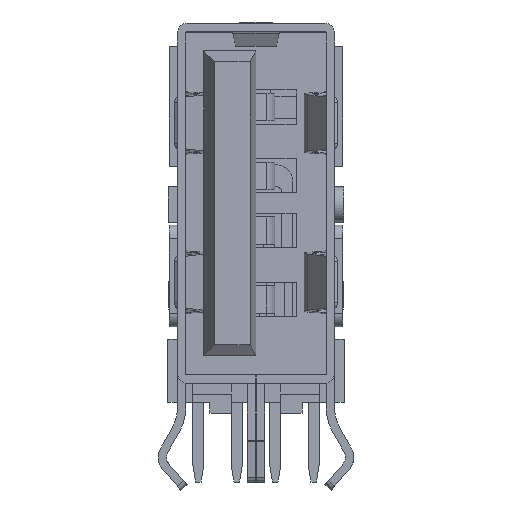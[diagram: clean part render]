
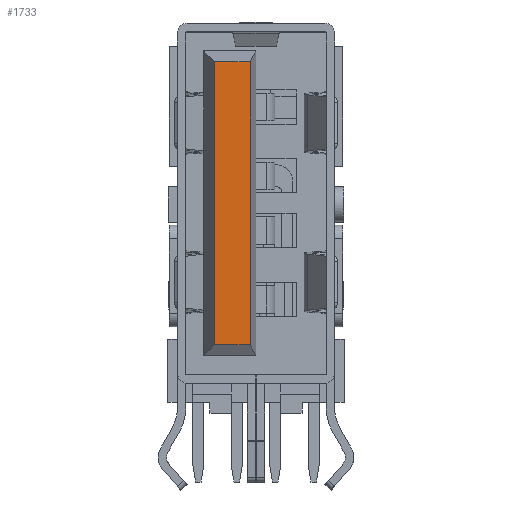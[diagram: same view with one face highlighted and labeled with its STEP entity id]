
A CAD part, front view. The second image highlights one B-rep face of the part: STEP entity #1733.
In plain terms, the highlighted planar face has unit normal (0, -1, 0).
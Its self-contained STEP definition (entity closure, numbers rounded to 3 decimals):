
#1733 = ADVANCED_FACE( '', ( #3669 ), #3670, .F. );
#3669 = FACE_OUTER_BOUND( '', #5849, .T. );
#3670 = PLANE( '', #5850 );
#5849 = EDGE_LOOP( '', ( #10968, #10969, #10970, #10971 ) );
#5850 = AXIS2_PLACEMENT_3D( '', #10972, #10973, #10974 );
#10968 = ORIENTED_EDGE( '', *, *, #15855, .T. );
#10969 = ORIENTED_EDGE( '', *, *, #15741, .T. );
#10970 = ORIENTED_EDGE( '', *, *, #15186, .T. );
#10971 = ORIENTED_EDGE( '', *, *, #14440, .T. );
#10972 = CARTESIAN_POINT( '', ( 0., -9.375, 0. ) );
#10973 = DIRECTION( '', ( 0., 1., 0. ) );
#10974 = DIRECTION( '', ( 0., 0., 1. ) );
#14440 = EDGE_CURVE( '', #17810, #17812, #17814, .T. );
#15186 = EDGE_CURVE( '', #19002, #17810, #19003, .T. );
#15741 = EDGE_CURVE( '', #19770, #19002, #19771, .T. );
#15855 = EDGE_CURVE( '', #17812, #19770, #19912, .T. );
#17810 = VERTEX_POINT( '', #22470 );
#17812 = VERTEX_POINT( '', #22473 );
#17814 = LINE( '', #22476, #22477 );
#19002 = VERTEX_POINT( '', #24178 );
#19003 = LINE( '', #24179, #24180 );
#19770 = VERTEX_POINT( '', #25284 );
#19771 = LINE( '', #25285, #25286 );
#19912 = LINE( '', #25495, #25496 );
#22470 = CARTESIAN_POINT( '', ( -1.51, -9.375, 5.2 ) );
#22473 = CARTESIAN_POINT( '', ( -1.51, -9.375, -5.1 ) );
#22476 = CARTESIAN_POINT( '', ( -1.51, -9.375, -5.5 ) );
#22477 = VECTOR( '', #27284, 1000. );
#24178 = CARTESIAN_POINT( '', ( -0.21, -9.375, 5.2 ) );
#24179 = CARTESIAN_POINT( '', ( -1.91, -9.375, 5.2 ) );
#24180 = VECTOR( '', #28095, 1000. );
#25284 = CARTESIAN_POINT( '', ( -0.21, -9.375, -5.1 ) );
#25285 = CARTESIAN_POINT( '', ( -0.21, -9.375, 5.2 ) );
#25286 = VECTOR( '', #28667, 1000. );
#25495 = CARTESIAN_POINT( '', ( -0.01, -9.375, -5.1 ) );
#25496 = VECTOR( '', #28760, 1000. );
#27284 = DIRECTION( '', ( 0., 0., -1. ) );
#28095 = DIRECTION( '', ( -1., 0., 0. ) );
#28667 = DIRECTION( '', ( 0., 0., 1. ) );
#28760 = DIRECTION( '', ( 1., 0., 0. ) );
